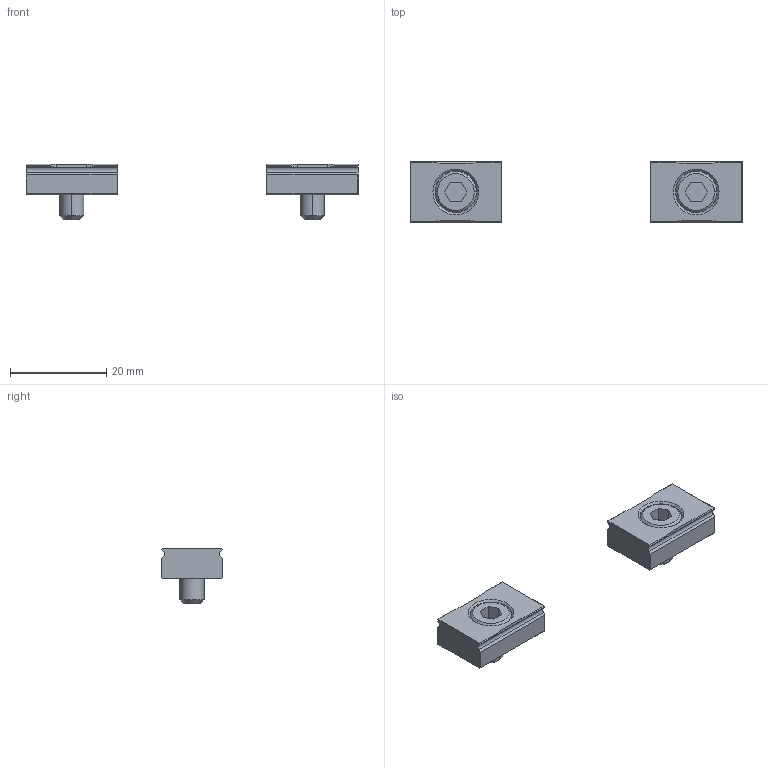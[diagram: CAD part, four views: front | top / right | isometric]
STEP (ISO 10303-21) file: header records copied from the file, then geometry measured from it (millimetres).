
FILE_DESCRIPTION (( 'STEP AP203' ), '1' );
FILE_NAME ('mbvg1913g.STEP', '2021-10-26T02:40:49', ( '' ), ( '' ), 'SwSTEP 2.0', 'SolidWorks 2020', '' );
FILE_SCHEMA (( 'CONFIG_CONTROL_DESIGN' ));
Length unit declared in the file: millimetre
Products named in the file (3): mbvg1913g_01; mbvg1913g; mbvg1913g_02
Assembly tree (2 placements, depth 2):
  mbvg1913g
    mbvg1913g_01
    mbvg1913g_02
Bounding box: 69.05 x 12.7 x 11.56 mm (x, y, z)
Volume: 3078 mm3; surface area: 2345.8 mm2
Topology: 2 solids, 2 shells, 132 faces, 324 edges, 204 vertices
Faces by surface type: plane 64, cylinder 56, cone 12
Entity records: 4125 total; most frequent: CARTESIAN_POINT 833, ORIENTED_EDGE 648, DIRECTION 602, EDGE_CURVE 324, VECTOR 208, LINE 208, VERTEX_POINT 204, AXIS2_PLACEMENT_3D 197
